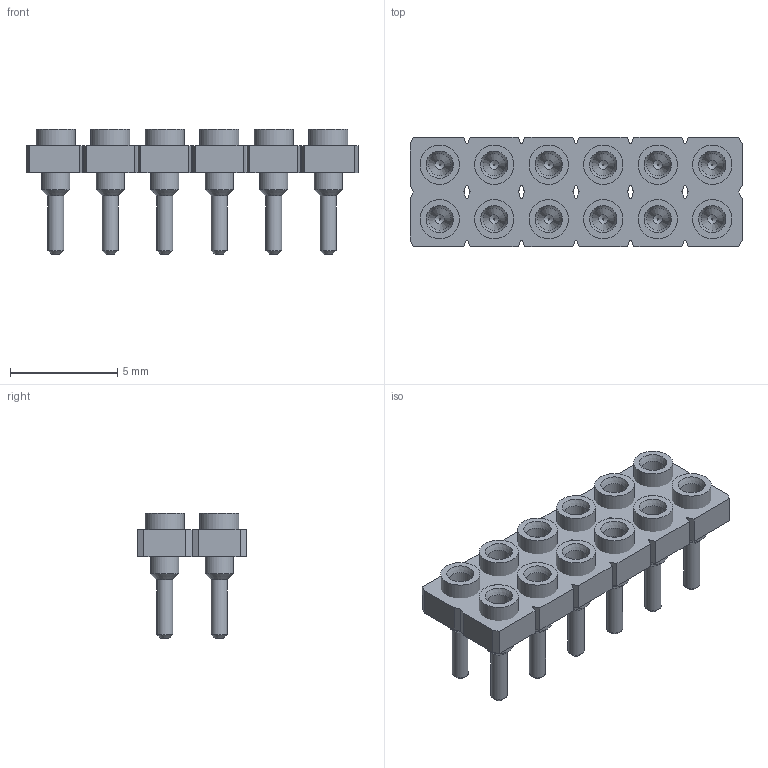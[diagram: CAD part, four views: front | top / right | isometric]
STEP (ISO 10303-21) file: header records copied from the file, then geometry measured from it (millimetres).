
FILE_DESCRIPTION(('STEP AP214'), '1');
FILE_NAME('SL-105-TT-10', '2017-07-15T12:46:24', ('Nobody'), (''), 'ASCON STEP Converter 1.3', 'ASCON Math Kernel', '');
FILE_SCHEMA(('AUTOMOTIVE_DESIGN { 1 0 10303 214 3 1 1}'));
Length unit declared in the file: millimetre
Assembly tree (12 placements, depth 2):
  (unnamed)
    (unnamed)  x12
Bounding box: 15.47 x 5.08 x 5.84 mm (x, y, z)
Volume: 128.7 mm3; surface area: 696.3 mm2
Topology: 13 solids, 13 shells, 338 faces, 684 edges, 420 vertices
Faces by surface type: plane 138, cylinder 116, cone 84
Full cylindrical faces by diameter (mm): 0.55 x12, 0.76 x12, 1.05 x24, 1.32 x36, 1.83 x12
Entity records: 4975 total; most frequent: DIRECTION 640, CARTESIAN_POINT 637, ORIENTED_EDGE 590, EDGE_CURVE 295, AXIS2_PLACEMENT_3D 214, LINE 212, VECTOR 212, VERTEX_POINT 211
